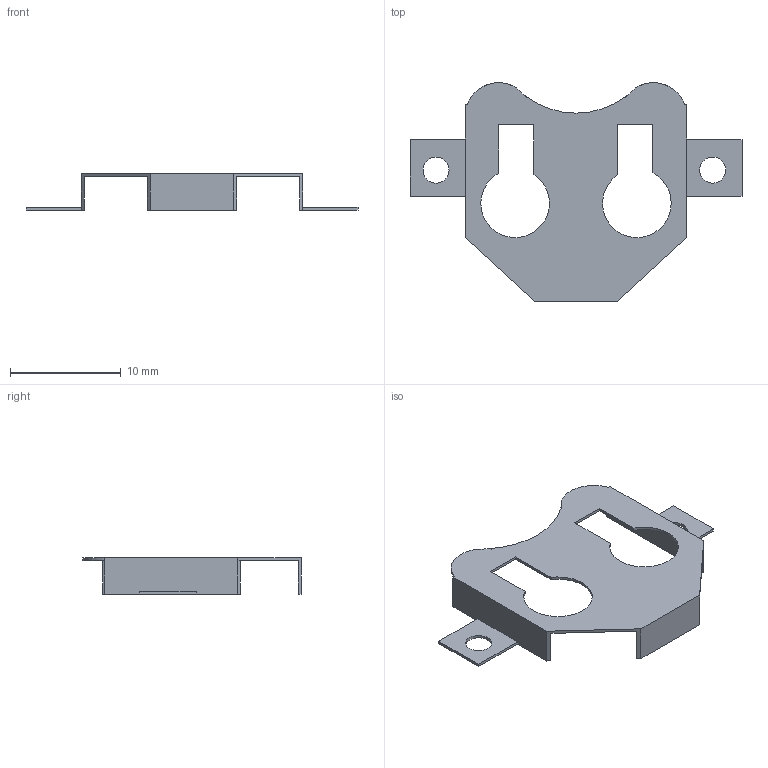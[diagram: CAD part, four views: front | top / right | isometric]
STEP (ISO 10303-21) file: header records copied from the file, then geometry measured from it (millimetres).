
FILE_DESCRIPTION(('FreeCAD Model'),'2;1');
FILE_NAME('BatteryHolder2032.step' ,'2017-08-02T18:21:01',('kicad StepUp'),('ksu MCAD'), 'Open CASCADE STEP processor 7.1','FreeCAD','Unknown');
FILE_SCHEMA(('AUTOMOTIVE_DESIGN_CC2 { 1 2 10303 214 -1 1 5 4 }'));
Length unit declared in the file: millimetre
Products named in the file (1): BatteryHolder2032
Bounding box: 30 x 19.75 x 3.3 mm (x, y, z)
Volume: 98.5 mm3; surface area: 821.8 mm2
Topology: 1 solids, 1 shells, 42 faces, 124 edges, 84 vertices
Faces by surface type: plane 31, cylinder 11
Full cylindrical faces by diameter (mm): 2.35 x2
Entity records: 1445 total; most frequent: CARTESIAN_POINT 251, ORIENTED_EDGE 248, DIRECTION 238, EDGE_CURVE 124, LINE 96, VECTOR 96, VERTEX_POINT 84, AXIS2_PLACEMENT_3D 71
